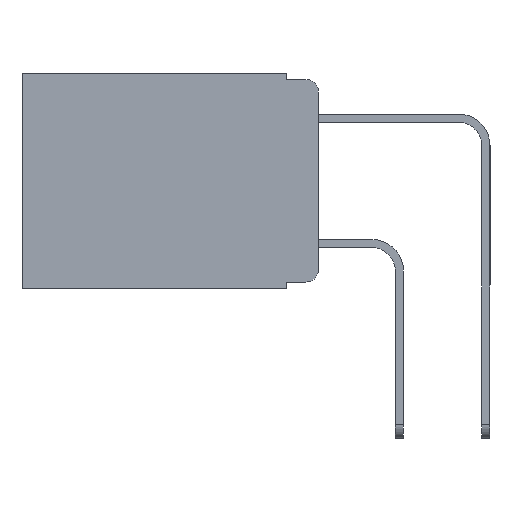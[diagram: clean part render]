
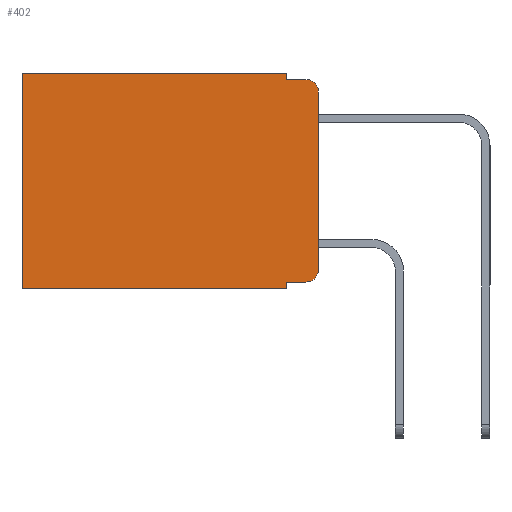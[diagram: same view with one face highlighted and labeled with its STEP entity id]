
A CAD part, left-side view. The second image highlights one B-rep face of the part: STEP entity #402.
In plain terms, the highlighted planar face has unit normal (-1, 0, 0).
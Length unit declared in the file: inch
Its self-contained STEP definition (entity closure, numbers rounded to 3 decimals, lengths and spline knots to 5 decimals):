
#129 = VERTEX_POINT ( 'NONE', #18151 ) ;
#222 = EDGE_CURVE ( 'NONE', #7609, #12518, #12891, .T. ) ;
#402 = ADVANCED_FACE ( 'NONE', ( #17771 ), #10198, .F. ) ;
#435 = LINE ( 'NONE', #8923, #5045 ) ;
#870 = CARTESIAN_POINT ( 'NONE',  ( 0.298, 0.051, -0.01 ) ) ;
#1160 = CARTESIAN_POINT ( 'NONE',  ( 0.298, 0.02, -0.333 ) ) ;
#1511 = CARTESIAN_POINT ( 'NONE',  ( 0.298, 0.02, -0.03 ) ) ;
#1567 = AXIS2_PLACEMENT_3D ( 'NONE', #1511, #11947, #3051 ) ;
#1699 = EDGE_CURVE ( 'NONE', #10662, #11161, #4070, .T. ) ;
#1871 = EDGE_LOOP ( 'NONE', ( #8429, #12246, #16507, #13570, #17392, #6814, #8673, #10664, #14494, #3692 ) ) ;
#2083 = DIRECTION ( 'NONE',  ( 0., 0., -1. ) ) ;
#3051 = DIRECTION ( 'NONE',  ( 0., 0., -1. ) ) ;
#3692 = ORIENTED_EDGE ( 'NONE', *, *, #4404, .T. ) ;
#3910 = CIRCLE ( 'NONE', #1567, 0.02 ) ;
#4070 = LINE ( 'NONE', #12467, #19053 ) ;
#4174 = CARTESIAN_POINT ( 'NONE',  ( 0.298, 0.051, -0.01 ) ) ;
#4404 = EDGE_CURVE ( 'NONE', #12518, #129, #13853, .T. ) ;
#5045 = VECTOR ( 'NONE', #18894, 39.37008 ) ;
#5110 = VERTEX_POINT ( 'NONE', #6598 ) ;
#5278 = LINE ( 'NONE', #6733, #8776 ) ;
#5584 = CARTESIAN_POINT ( 'NONE',  ( 0.298, 0.473, -0.343 ) ) ;
#5928 = EDGE_CURVE ( 'NONE', #8594, #11161, #14268, .T. ) ;
#6369 = VECTOR ( 'NONE', #16888, 39.37008 ) ;
#6598 = CARTESIAN_POINT ( 'NONE',  ( 0.298, 0.02, -0.01 ) ) ;
#6733 = CARTESIAN_POINT ( 'NONE',  ( 0.298, 0., 0. ) ) ;
#6760 = EDGE_CURVE ( 'NONE', #12416, #5110, #3910, .T. ) ;
#6814 = ORIENTED_EDGE ( 'NONE', *, *, #1699, .T. ) ;
#7039 = VERTEX_POINT ( 'NONE', #13970 ) ;
#7241 = DIRECTION ( 'NONE',  ( 0., -1., 0. ) ) ;
#7609 = VERTEX_POINT ( 'NONE', #18144 ) ;
#7678 = EDGE_CURVE ( 'NONE', #7039, #10662, #16463, .T. ) ;
#8242 = DIRECTION ( 'NONE',  ( 0., 0., -1. ) ) ;
#8429 = ORIENTED_EDGE ( 'NONE', *, *, #10092, .F. ) ;
#8594 = VERTEX_POINT ( 'NONE', #10543 ) ;
#8673 = ORIENTED_EDGE ( 'NONE', *, *, #5928, .F. ) ;
#8712 = CARTESIAN_POINT ( 'NONE',  ( 0.298, 0., -0.343 ) ) ;
#8776 = VECTOR ( 'NONE', #8242, 39.37008 ) ;
#8923 = CARTESIAN_POINT ( 'NONE',  ( 0.298, 0.051, 0. ) ) ;
#8935 = VERTEX_POINT ( 'NONE', #870 ) ;
#9080 = VECTOR ( 'NONE', #13144, 39.37008 ) ;
#9478 = AXIS2_PLACEMENT_3D ( 'NONE', #11256, #12966, #15154 ) ;
#10092 = EDGE_CURVE ( 'NONE', #12416, #129, #5278, .T. ) ;
#10198 = PLANE ( 'NONE',  #9478 ) ;
#10543 = CARTESIAN_POINT ( 'NONE',  ( 0.298, 0.051, -0.343 ) ) ;
#10662 = VERTEX_POINT ( 'NONE', #12421 ) ;
#10664 = ORIENTED_EDGE ( 'NONE', *, *, #11689, .F. ) ;
#11119 = CARTESIAN_POINT ( 'NONE',  ( 0.298, 0.051, 0. ) ) ;
#11161 = VERTEX_POINT ( 'NONE', #5584 ) ;
#11256 = CARTESIAN_POINT ( 'NONE',  ( 0.298, 0., 0. ) ) ;
#11351 = CARTESIAN_POINT ( 'NONE',  ( 0.298, 0., -0.03 ) ) ;
#11561 = AXIS2_PLACEMENT_3D ( 'NONE', #13499, #13477, #14362 ) ;
#11689 = EDGE_CURVE ( 'NONE', #7609, #8594, #17852, .T. ) ;
#11947 = DIRECTION ( 'NONE',  ( -1., 0., 0. ) ) ;
#12246 = ORIENTED_EDGE ( 'NONE', *, *, #6760, .T. ) ;
#12416 = VERTEX_POINT ( 'NONE', #11351 ) ;
#12421 = CARTESIAN_POINT ( 'NONE',  ( 0.298, 0.473, 0. ) ) ;
#12467 = CARTESIAN_POINT ( 'NONE',  ( 0.298, 0.473, 0. ) ) ;
#12518 = VERTEX_POINT ( 'NONE', #1160 ) ;
#12587 = EDGE_CURVE ( 'NONE', #7039, #8935, #435, .T. ) ;
#12891 = LINE ( 'NONE', #15548, #9080 ) ;
#12966 = DIRECTION ( 'NONE',  ( 1., 0., 0. ) ) ;
#13001 = VECTOR ( 'NONE', #7241, 39.37008 ) ;
#13144 = DIRECTION ( 'NONE',  ( 0., -1., 0. ) ) ;
#13477 = DIRECTION ( 'NONE',  ( -1., 0., 0. ) ) ;
#13499 = CARTESIAN_POINT ( 'NONE',  ( 0.298, 0.02, -0.313 ) ) ;
#13570 = ORIENTED_EDGE ( 'NONE', *, *, #12587, .F. ) ;
#13815 = VECTOR ( 'NONE', #15870, 39.37008 ) ;
#13853 = CIRCLE ( 'NONE', #11561, 0.02 ) ;
#13895 = DIRECTION ( 'NONE',  ( 0., 1., 0. ) ) ;
#13970 = CARTESIAN_POINT ( 'NONE',  ( 0.298, 0.051, 0. ) ) ;
#14268 = LINE ( 'NONE', #8712, #13815 ) ;
#14362 = DIRECTION ( 'NONE',  ( 0., 0., -1. ) ) ;
#14494 = ORIENTED_EDGE ( 'NONE', *, *, #222, .T. ) ;
#15104 = VECTOR ( 'NONE', #13895, 39.37008 ) ;
#15154 = DIRECTION ( 'NONE',  ( 0., 0., -1. ) ) ;
#15473 = CARTESIAN_POINT ( 'NONE',  ( 0.298, 0., 0. ) ) ;
#15548 = CARTESIAN_POINT ( 'NONE',  ( 0.298, 0.051, -0.333 ) ) ;
#15870 = DIRECTION ( 'NONE',  ( 0., 1., 0. ) ) ;
#16463 = LINE ( 'NONE', #15473, #15104 ) ;
#16507 = ORIENTED_EDGE ( 'NONE', *, *, #18096, .F. ) ;
#16791 = LINE ( 'NONE', #4174, #13001 ) ;
#16888 = DIRECTION ( 'NONE',  ( 0., 0., -1. ) ) ;
#17392 = ORIENTED_EDGE ( 'NONE', *, *, #7678, .T. ) ;
#17771 = FACE_OUTER_BOUND ( 'NONE', #1871, .T. ) ;
#17852 = LINE ( 'NONE', #11119, #6369 ) ;
#18096 = EDGE_CURVE ( 'NONE', #8935, #5110, #16791, .T. ) ;
#18144 = CARTESIAN_POINT ( 'NONE',  ( 0.298, 0.051, -0.333 ) ) ;
#18151 = CARTESIAN_POINT ( 'NONE',  ( 0.298, 0., -0.313 ) ) ;
#18894 = DIRECTION ( 'NONE',  ( 0., 0., -1. ) ) ;
#19053 = VECTOR ( 'NONE', #2083, 39.37008 ) ;
